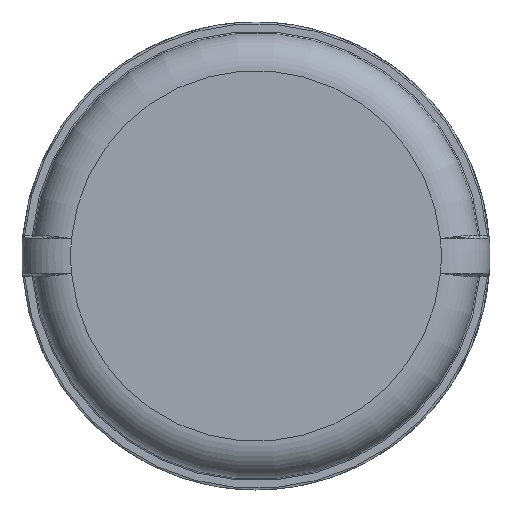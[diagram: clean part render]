
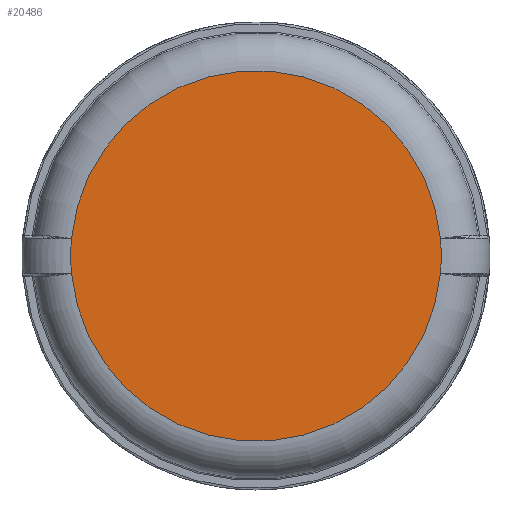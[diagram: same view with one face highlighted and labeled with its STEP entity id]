
A CAD part, left-side view. The second image highlights one B-rep face of the part: STEP entity #20486.
In plain terms, the highlighted planar face has unit normal (-1, 0, 0).
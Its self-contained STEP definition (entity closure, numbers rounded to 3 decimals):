
#1133 = DIRECTION ( 'NONE',  ( 0., 0., 1. ) ) ;
#2747 = DIRECTION ( 'NONE',  ( 0., 0., 1. ) ) ;
#2784 = CARTESIAN_POINT ( 'NONE',  ( -29.5, 0., 0. ) ) ;
#3251 = CARTESIAN_POINT ( 'NONE',  ( -29.5, 34.1, 3.2 ) ) ;
#4077 = ORIENTED_EDGE ( 'NONE', *, *, #8499, .T. ) ;
#4920 = DIRECTION ( 'NONE',  ( 0., 0., 1. ) ) ;
#4950 = EDGE_CURVE ( 'NONE', #17851, #15683, #14874, .T. ) ;
#5349 = CARTESIAN_POINT ( 'NONE',  ( -29.5, 0., 0. ) ) ;
#5653 = AXIS2_PLACEMENT_3D ( 'NONE', #2784, #9379, #1133 ) ;
#6417 = PLANE ( 'NONE',  #13109 ) ;
#7201 = AXIS2_PLACEMENT_3D ( 'NONE', #14372, #12504, #19186 ) ;
#7345 = ORIENTED_EDGE ( 'NONE', *, *, #4950, .T. ) ;
#7798 = CARTESIAN_POINT ( 'NONE',  ( -29.5, -34.1, 3.2 ) ) ;
#8499 = EDGE_CURVE ( 'NONE', #15683, #13738, #16707, .T. ) ;
#9379 = DIRECTION ( 'NONE',  ( -1., 0., 0. ) ) ;
#9381 = ORIENTED_EDGE ( 'NONE', *, *, #11840, .T. ) ;
#9399 = FACE_OUTER_BOUND ( 'NONE', #18283, .T. ) ;
#9728 = DIRECTION ( 'NONE',  ( -1., 0., 0. ) ) ;
#11840 = EDGE_CURVE ( 'NONE', #13738, #17878, #15172, .T. ) ;
#12414 = AXIS2_PLACEMENT_3D ( 'NONE', #19809, #15968, #2747 ) ;
#12466 = AXIS2_PLACEMENT_3D ( 'NONE', #5349, #13638, #4920 ) ;
#12504 = DIRECTION ( 'NONE',  ( -1., 0., 0. ) ) ;
#13109 = AXIS2_PLACEMENT_3D ( 'NONE', #17655, #9728, #16348 ) ;
#13638 = DIRECTION ( 'NONE',  ( -1., 0., 0. ) ) ;
#13738 = VERTEX_POINT ( 'NONE', #3251 ) ;
#14241 = EDGE_CURVE ( 'NONE', #17878, #17851, #14277, .T. ) ;
#14277 = CIRCLE ( 'NONE', #12466, 34.25 ) ;
#14372 = CARTESIAN_POINT ( 'NONE',  ( -29.5, 0., 0. ) ) ;
#14834 = CARTESIAN_POINT ( 'NONE',  ( -29.5, 34.1, -3.2 ) ) ;
#14874 = CIRCLE ( 'NONE', #12414, 34.25 ) ;
#15172 = CIRCLE ( 'NONE', #5653, 34.25 ) ;
#15683 = VERTEX_POINT ( 'NONE', #7798 ) ;
#15968 = DIRECTION ( 'NONE',  ( -1., 0., 0. ) ) ;
#16348 = DIRECTION ( 'NONE',  ( 0., 0., 1. ) ) ;
#16707 = CIRCLE ( 'NONE', #7201, 34.25 ) ;
#17655 = CARTESIAN_POINT ( 'NONE',  ( -29.5, 41.25, 0. ) ) ;
#17851 = VERTEX_POINT ( 'NONE', #18208 ) ;
#17878 = VERTEX_POINT ( 'NONE', #14834 ) ;
#18208 = CARTESIAN_POINT ( 'NONE',  ( -29.5, -34.1, -3.2 ) ) ;
#18283 = EDGE_LOOP ( 'NONE', ( #4077, #9381, #19285, #7345 ) ) ;
#19186 = DIRECTION ( 'NONE',  ( 0., 0., 1. ) ) ;
#19285 = ORIENTED_EDGE ( 'NONE', *, *, #14241, .T. ) ;
#19809 = CARTESIAN_POINT ( 'NONE',  ( -29.5, 0., 0. ) ) ;
#20486 = ADVANCED_FACE ( 'NONE', ( #9399 ), #6417, .T. ) ;
